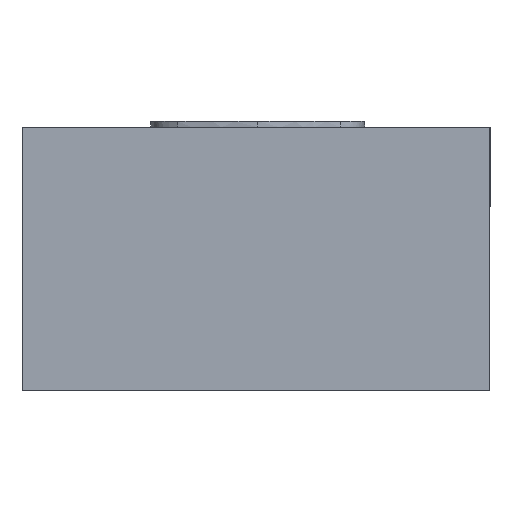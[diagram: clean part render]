
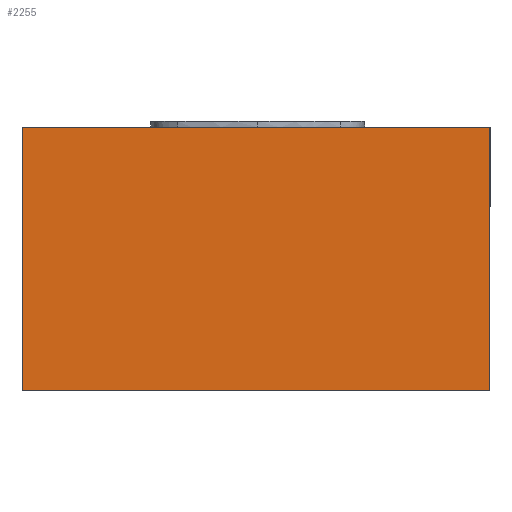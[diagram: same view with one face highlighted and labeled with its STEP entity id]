
A CAD part, left-side view. The second image highlights one B-rep face of the part: STEP entity #2255.
In plain terms, the highlighted planar face has unit normal (-1, 0, 0).
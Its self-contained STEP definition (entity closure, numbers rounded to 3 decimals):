
#316=FACE_OUTER_BOUND('',#443,.T.);
#443=EDGE_LOOP('',(#1555,#1556,#1557,#1558));
#594=LINE('',#2805,#761);
#600=LINE('',#2817,#767);
#605=LINE('',#2832,#772);
#614=LINE('',#2856,#781);
#761=VECTOR('',#2487,1000.);
#767=VECTOR('',#2495,1000.);
#772=VECTOR('',#2512,1000.);
#781=VECTOR('',#2533,1000.);
#923=VERTEX_POINT('',#2802);
#924=VERTEX_POINT('',#2804);
#928=VERTEX_POINT('',#2814);
#929=VERTEX_POINT('',#2816);
#1158=EDGE_CURVE('',#924,#923,#594,.T.);
#1164=EDGE_CURVE('',#928,#929,#600,.T.);
#1173=EDGE_CURVE('',#924,#928,#605,.T.);
#1185=EDGE_CURVE('',#923,#929,#614,.T.);
#1555=ORIENTED_EDGE('',*,*,#1185,.T.);
#1556=ORIENTED_EDGE('',*,*,#1164,.F.);
#1557=ORIENTED_EDGE('',*,*,#1173,.F.);
#1558=ORIENTED_EDGE('',*,*,#1158,.T.);
#2181=PLANE('',#2397);
#2255=ADVANCED_FACE('',(#316),#2181,.F.);
#2397=AXIS2_PLACEMENT_3D('',#2860,#2537,#2538);
#2487=DIRECTION('',(0.,-1.,0.));
#2495=DIRECTION('',(0.,-1.,0.));
#2512=DIRECTION('',(0.,0.,1.));
#2533=DIRECTION('',(0.,0.,1.));
#2537=DIRECTION('center_axis',(1.,0.,0.));
#2538=DIRECTION('ref_axis',(0.,0.,-1.));
#2802=CARTESIAN_POINT('',(-0.8,0.,-0.4));
#2804=CARTESIAN_POINT('',(-0.8,0.45,-0.4));
#2805=CARTESIAN_POINT('',(-0.8,0.45,-0.4));
#2814=CARTESIAN_POINT('',(-0.8,0.45,0.4));
#2816=CARTESIAN_POINT('',(-0.8,0.,0.4));
#2817=CARTESIAN_POINT('',(-0.8,0.45,0.4));
#2832=CARTESIAN_POINT('',(-0.8,0.45,-0.4));
#2856=CARTESIAN_POINT('',(-0.8,0.,-0.4));
#2860=CARTESIAN_POINT('Origin',(-0.8,0.45,-0.4));
